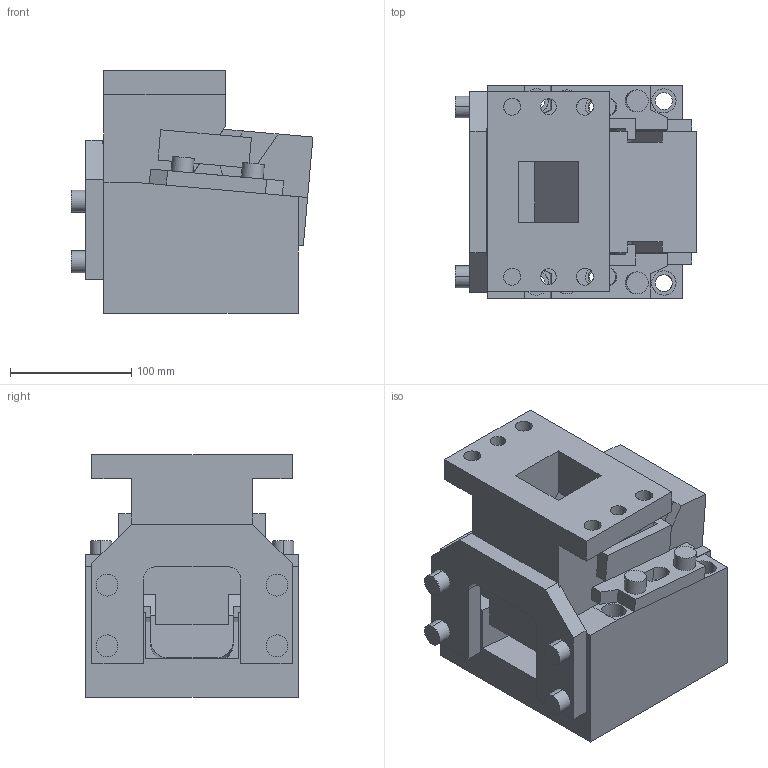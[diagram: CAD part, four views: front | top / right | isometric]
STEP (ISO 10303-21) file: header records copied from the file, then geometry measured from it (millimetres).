
FILE_DESCRIPTION(('CATIA V5 STEP Exchange'),'2;1');
FILE_NAME('CDCA_100_05_45.stp','2018-09-12T10:56:43+00:00',('none'),('none'),'CATIA Version 5 Release 20 GA (IN-10)','CATIA V5 STEP AP203','none');
FILE_SCHEMA(('CONFIG_CONTROL_DESIGN'));
Length unit declared in the file: millimetre
Products named in the file (1): CDCA_100_05_45
Bounding box: 199.22 x 175 x 200 mm (x, y, z)
Volume: 3931324.4 mm3; surface area: 399620.3 mm2
Topology: 3 solids, 3 shells, 242 faces, 631 edges, 416 vertices
Faces by surface type: plane 160, cylinder 82
Entity records: 8262 total; most frequent: CARTESIAN_POINT 2907, ORIENTED_EDGE 1262, DIRECTION 771, EDGE_CURVE 631, VERTEX_POINT 416, AXIS2_PLACEMENT_3D 317, B_SPLINE_CURVE_WITH_KNOTS 296, EDGE_LOOP 289
